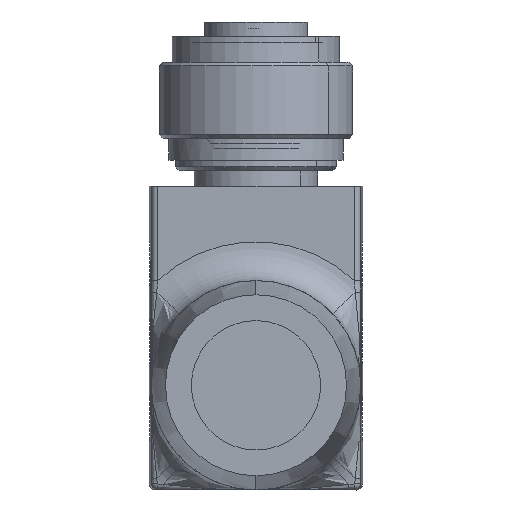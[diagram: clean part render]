
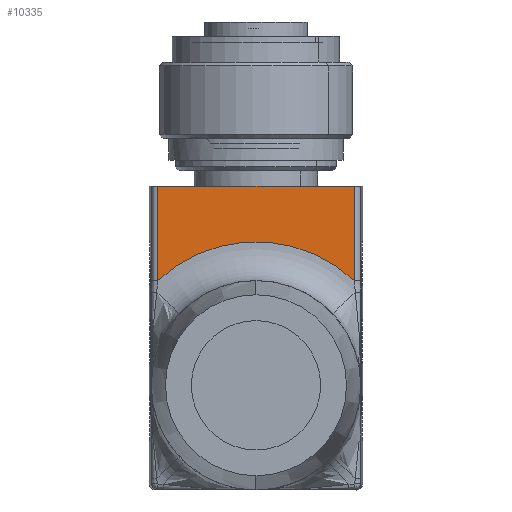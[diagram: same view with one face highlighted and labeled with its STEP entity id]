
A CAD part, front view. The second image highlights one B-rep face of the part: STEP entity #10335.
In plain terms, the highlighted planar face has unit normal (0, -1, 0).
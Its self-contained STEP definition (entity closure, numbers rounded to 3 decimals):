
#1063=DIRECTION('',(-1.,0.,0.));
#1064=VECTOR('',#1063,15.217);
#1065=CARTESIAN_POINT('',(12.521,-6.73,13.628));
#1066=LINE('',#1065,#1064);
#1157=CARTESIAN_POINT('',(4.912,-6.73,
-1.772));
#1158=DIRECTION('',(0.,1.,0.));
#1159=DIRECTION('',(-0.685,0.,0.728));
#1160=AXIS2_PLACEMENT_3D('',#1157,#1158,#1159);
#1165=CARTESIAN_POINT('',(12.521,-6.73,6.31));
#1977=DIRECTION('',(0.,0.,1.));
#1978=VECTOR('',#1977,7.318);
#1979=CARTESIAN_POINT('',(12.521,-6.73,6.31));
#1980=LINE('',#1979,#1978);
#1985=DIRECTION('',(0.,0.,-1.));
#1986=VECTOR('',#1985,7.318);
#1987=CARTESIAN_POINT('',(-2.696,-6.73,
13.628));
#1988=LINE('',#1987,#1986);
#6369=VERTEX_POINT('',#1165);
#6370=CARTESIAN_POINT('',(12.521,-6.73,13.628));
#6371=CARTESIAN_POINT('',(-2.696,-6.73,
13.628));
#6372=VERTEX_POINT('',#6370);
#6373=VERTEX_POINT('',#6371);
#6374=CARTESIAN_POINT('',(-2.696,-6.73,
6.31));
#6375=VERTEX_POINT('',#6374);
#10323=CARTESIAN_POINT('',(4.912,-6.73,
9.969));
#10324=DIRECTION('',(0.,1.,0.));
#10325=DIRECTION('',(0.,0.,1.));
#10326=AXIS2_PLACEMENT_3D('',#10323,#10324,#10325);
#10327=PLANE('',#10326);
#10328=ORIENTED_EDGE('',*,*,#8383,.F.);
#10329=ORIENTED_EDGE('',*,*,#10316,.F.);
#10330=ORIENTED_EDGE('',*,*,#8692,.F.);
#10332=ORIENTED_EDGE('',*,*,#10331,.F.);
#10333=EDGE_LOOP('',(#10328,#10329,#10330,#10332));
#10334=FACE_OUTER_BOUND('',#10333,.F.);
#1161=CIRCLE('',#1160,11.1);
#8383=EDGE_CURVE('',#6372,#6373,#1066,.T.);
#8692=EDGE_CURVE('',#6375,#6369,#1161,.T.);
#10316=EDGE_CURVE('',#6369,#6372,#1980,.T.);
#10331=EDGE_CURVE('',#6373,#6375,#1988,.T.);
#10335=ADVANCED_FACE('',(#10334),#10327,.F.);
